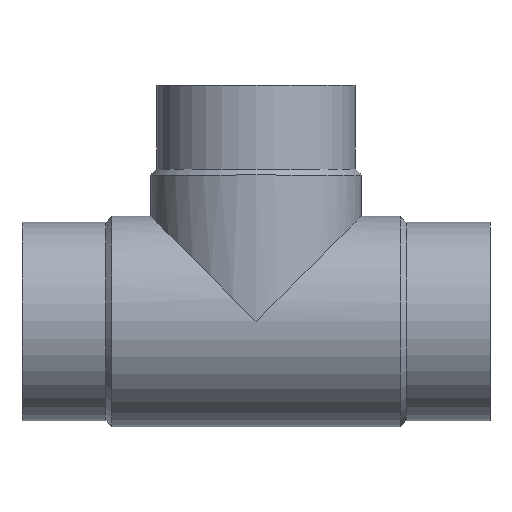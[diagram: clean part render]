
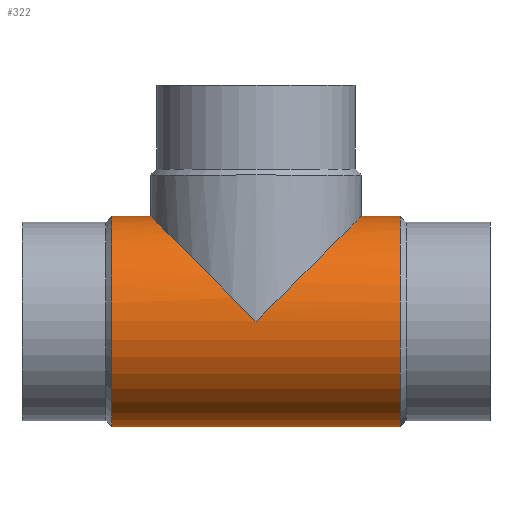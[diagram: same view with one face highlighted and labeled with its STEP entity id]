
A CAD part, top view. The second image highlights one B-rep face of the part: STEP entity #322.
In plain terms, the highlighted cylindrical face has radius 47.7 mm (diameter 95.4 mm), a partial arc.
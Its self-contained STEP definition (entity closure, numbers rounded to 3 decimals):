
#154 = EDGE_CURVE( '', #304, #202, #396, .T. );
#178 = VERTEX_POINT( '', #421 );
#184 = EDGE_CURVE( '', #254, #318, #428, .T. );
#190 = VERTEX_POINT( '', #436 );
#202 = VERTEX_POINT( '', #452 );
#240 = VERTEX_POINT( '', #492 );
#254 = VERTEX_POINT( '', #508 );
#292 = EDGE_CURVE( '', #202, #178, #550, .T. );
#304 = VERTEX_POINT( '', #566 );
#314 = EDGE_CURVE( '', #178, #240, #578, .T. );
#316 = EDGE_CURVE( '', #190, #318, #580, .T. );
#318 = VERTEX_POINT( '', #582 );
#322 = ADVANCED_FACE( '', ( #586 ), #587, .T. );
#326 = EDGE_CURVE( '', #254, #304, #591, .T. );
#332 = EDGE_CURVE( '', #240, #190, #598, .T. );
#396 = CIRCLE( '', #658, 47.7 );
#421 = CARTESIAN_POINT( '', ( -58.3, 47.7, 0. ) );
#428 = CIRCLE( '', #703, 47.7 );
#436 = CARTESIAN_POINT( '', ( -153.7, 47.7, 0. ) );
#452 = CARTESIAN_POINT( '', ( -40.7, 47.7, 0. ) );
#492 = CARTESIAN_POINT( '', ( -106., 0., 47.7 ) );
#508 = CARTESIAN_POINT( '', ( -171.3, -47.7, 0. ) );
#550 = LINE( '', #862, #863 );
#566 = CARTESIAN_POINT( '', ( -40.7, -47.7, 0. ) );
#578 = ELLIPSE( '', #895, 67.458, 47.7 );
#580 = LINE( '', #898, #899 );
#582 = CARTESIAN_POINT( '', ( -171.3, 47.7, 0. ) );
#586 = FACE_OUTER_BOUND( '', #905, .T. );
#587 = CYLINDRICAL_SURFACE( '', #906, 47.7 );
#591 = LINE( '', #912, #913 );
#598 = ELLIPSE( '', #921, 67.458, 47.7 );
#658 = AXIS2_PLACEMENT_3D( '', #992, #993, #994 );
#703 = AXIS2_PLACEMENT_3D( '', #1022, #1023, #1024 );
#862 = CARTESIAN_POINT( '', ( -106., 47.7, 0. ) );
#863 = VECTOR( '', #1179, 1. );
#895 = AXIS2_PLACEMENT_3D( '', #1237, #1238, #1239 );
#898 = CARTESIAN_POINT( '', ( -106., 47.7, 0. ) );
#899 = VECTOR( '', #1240, 1. );
#905 = EDGE_LOOP( '', ( #1242, #1243, #1244, #1245, #1246, #1247, #1248 ) );
#906 = AXIS2_PLACEMENT_3D( '', #1249, #1250, #1251 );
#912 = CARTESIAN_POINT( '', ( -106., -47.7, 0. ) );
#913 = VECTOR( '', #1255, 1. );
#921 = AXIS2_PLACEMENT_3D( '', #1264, #1265, #1266 );
#992 = CARTESIAN_POINT( '', ( -40.7, 0., 0. ) );
#993 = DIRECTION( '', ( -1., 0., 0. ) );
#994 = DIRECTION( '', ( 0., 1., 0. ) );
#1022 = CARTESIAN_POINT( '', ( -171.3, 0., 0. ) );
#1023 = DIRECTION( '', ( -1., 0., 0. ) );
#1024 = DIRECTION( '', ( 0., 1., 0. ) );
#1179 = DIRECTION( '', ( -1., 0., 0. ) );
#1237 = CARTESIAN_POINT( '', ( -106., 0., 0. ) );
#1238 = DIRECTION( '', ( 0.707, -0.707, 0. ) );
#1239 = DIRECTION( '', ( 0.707, 0.707, 0. ) );
#1240 = DIRECTION( '', ( -1., 0., 0. ) );
#1242 = ORIENTED_EDGE( '', *, *, #292, .T. );
#1243 = ORIENTED_EDGE( '', *, *, #314, .T. );
#1244 = ORIENTED_EDGE( '', *, *, #332, .T. );
#1245 = ORIENTED_EDGE( '', *, *, #316, .T. );
#1246 = ORIENTED_EDGE( '', *, *, #184, .F. );
#1247 = ORIENTED_EDGE( '', *, *, #326, .T. );
#1248 = ORIENTED_EDGE( '', *, *, #154, .T. );
#1249 = CARTESIAN_POINT( '', ( -106., 0., 0. ) );
#1250 = DIRECTION( '', ( 1., 0., 0. ) );
#1251 = DIRECTION( '', ( 0., 1., 0. ) );
#1255 = DIRECTION( '', ( 1., 0., 0. ) );
#1264 = CARTESIAN_POINT( '', ( -106., 0., 0. ) );
#1265 = DIRECTION( '', ( -0.707, -0.707, 0. ) );
#1266 = DIRECTION( '', ( 0.707, -0.707, 0. ) );
